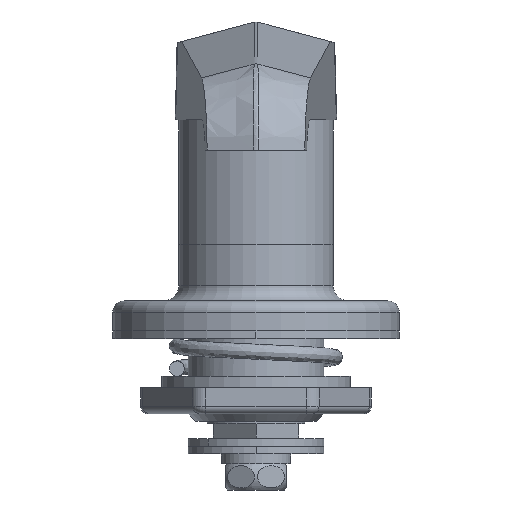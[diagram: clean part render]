
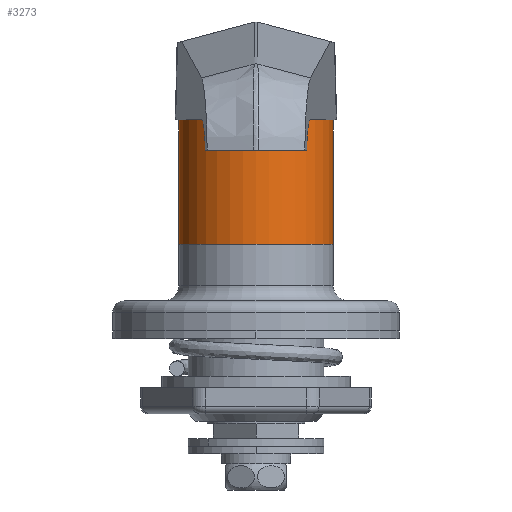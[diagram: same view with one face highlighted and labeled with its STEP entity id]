
A CAD part, front view. The second image highlights one B-rep face of the part: STEP entity #3273.
In plain terms, the highlighted cylindrical face has radius 10.25 mm (diameter 20.5 mm), a partial arc.
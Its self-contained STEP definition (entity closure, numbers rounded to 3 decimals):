
#244 = CIRCLE ( 'NONE', #8025, 10.25 ) ;
#908 = VERTEX_POINT ( 'NONE', #1389 ) ;
#925 = VERTEX_POINT ( 'NONE', #1406 ) ;
#1017 = VERTEX_POINT ( 'NONE', #1489 ) ;
#1034 = VERTEX_POINT ( 'NONE', #1500 ) ;
#1389 = CARTESIAN_POINT ( 'NONE',  ( 10.25, 0., 0. ) ) ;
#1406 = CARTESIAN_POINT ( 'NONE',  ( -10.25, 0., 0. ) ) ;
#1489 = CARTESIAN_POINT ( 'NONE',  ( 10.25, 0., -16.5 ) ) ;
#1500 = CARTESIAN_POINT ( 'NONE',  ( -10.25, 0., -16.5 ) ) ;
#2267 = CARTESIAN_POINT ( 'NONE',  ( 0., 0., 0. ) ) ;
#2274 = DIRECTION ( 'NONE',  ( 0., 0., 1. ) ) ;
#2275 = DIRECTION ( 'NONE',  ( -1., 0., 0. ) ) ;
#2339 = LINE ( 'NONE', #2340, #2890 ) ;
#2340 = CARTESIAN_POINT ( 'NONE',  ( -10.25, 0., 2. ) ) ;
#2341 = DIRECTION ( 'NONE',  ( 0., 0., 1. ) ) ;
#2355 = LINE ( 'NONE', #2356, #2901 ) ;
#2356 = CARTESIAN_POINT ( 'NONE',  ( 10.25, 0., 2. ) ) ;
#2357 = DIRECTION ( 'NONE',  ( 0., 0., 1. ) ) ;
#2818 = AXIS2_PLACEMENT_3D ( 'NONE', #2267, #2274, #2275 ) ;
#2890 = VECTOR ( 'NONE', #2341, 1000. ) ;
#2901 = VECTOR ( 'NONE', #2357, 1000. ) ;
#2936 = EDGE_LOOP ( 'NONE', ( #5834, #5925, #5640, #5815 ) ) ;
#3093 = EDGE_CURVE ( 'NONE', #925, #908, #5462, .T. ) ;
#3109 = EDGE_CURVE ( 'NONE', #1034, #925, #2339, .T. ) ;
#3114 = EDGE_CURVE ( 'NONE', #1017, #908, #2355, .T. ) ;
#3273 = ADVANCED_FACE ( 'NONE', ( #7787 ), #7812, .T. ) ;
#3285 = EDGE_CURVE ( 'NONE', #1034, #1017, #244, .T. ) ;
#5462 = CIRCLE ( 'NONE', #2818, 10.25 ) ;
#5640 = ORIENTED_EDGE ( 'NONE', *, *, #3114, .T. ) ;
#5815 = ORIENTED_EDGE ( 'NONE', *, *, #3093, .F. ) ;
#5834 = ORIENTED_EDGE ( 'NONE', *, *, #3109, .F. ) ;
#5925 = ORIENTED_EDGE ( 'NONE', *, *, #3285, .T. ) ;
#6742 = CARTESIAN_POINT ( 'NONE',  ( 0., 0., 2. ) ) ;
#6743 = DIRECTION ( 'NONE',  ( 0., 0., 1. ) ) ;
#6744 = DIRECTION ( 'NONE',  ( 1., 0., 0. ) ) ;
#6782 = CARTESIAN_POINT ( 'NONE',  ( 0., 0., -16.5 ) ) ;
#6783 = DIRECTION ( 'NONE',  ( 0., 0., 1. ) ) ;
#6784 = DIRECTION ( 'NONE',  ( 1., 0., 0. ) ) ;
#7787 = FACE_OUTER_BOUND ( 'NONE', #2936, .T. ) ;
#7805 = AXIS2_PLACEMENT_3D ( 'NONE', #6742, #6743, #6744 ) ;
#7812 = CYLINDRICAL_SURFACE ( 'NONE', #7805, 10.25 ) ;
#8025 = AXIS2_PLACEMENT_3D ( 'NONE', #6782, #6783, #6784 ) ;
